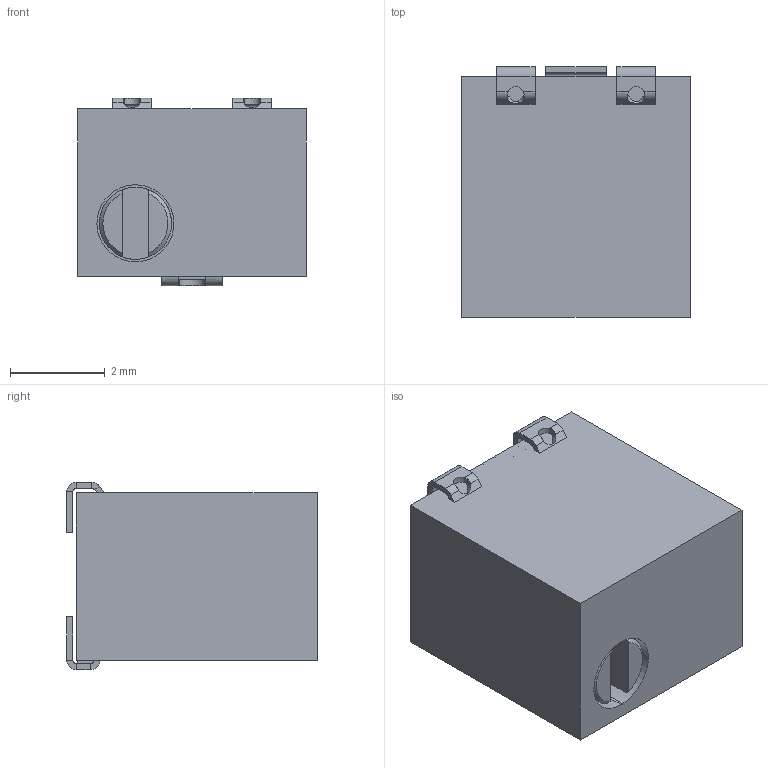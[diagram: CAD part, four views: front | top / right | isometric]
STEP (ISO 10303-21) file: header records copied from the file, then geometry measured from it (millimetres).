
FILE_DESCRIPTION(('HOOPS Exchange Step'),'2;1');
FILE_NAME('export-45FE00D1-D3A8-4FD0-9108-1D08C6481ACE.stp','2023-01-23T00:41:48-08:00',('Daxxn'),('Alibre'),'HOOPS Exchange 2022.0','Alibre','Unknown authorisation');
FILE_SCHEMA( ('AP242_MANAGED_MODEL_BASED_3D_ENGINEERING_MIM_LF {1 0 10303 442 1 1 4 }') );
Length unit declared in the file: inch
Products named in the file (1): 3214W
Bounding box: 4.83 x 5.28 x 3.96 mm (x, y, z)
Volume: 86.2 mm3; surface area: 144.2 mm2
Topology: 1 solids, 2 shells, 151 faces, 388 edges, 238 vertices
Faces by surface type: plane 101, cylinder 36, bspline 12, cone 2
Entity records: 4847 total; most frequent: CARTESIAN_POINT 1177, ORIENTED_EDGE 776, DIRECTION 706, EDGE_CURVE 388, VECTOR 284, LINE 284, VERTEX_POINT 238, AXIS2_PLACEMENT_3D 211
